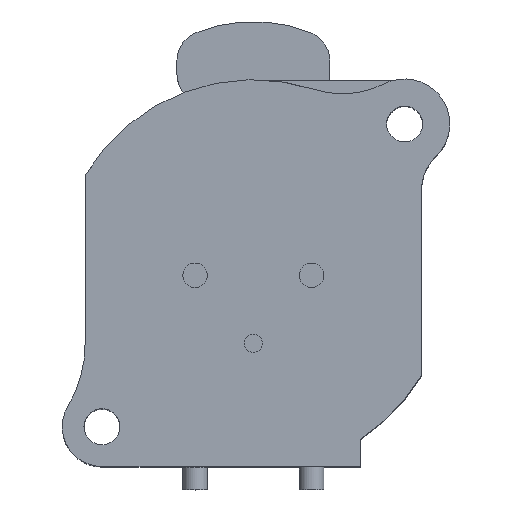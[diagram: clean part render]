
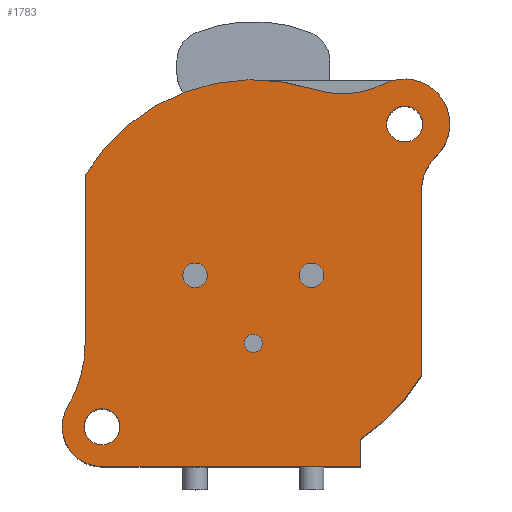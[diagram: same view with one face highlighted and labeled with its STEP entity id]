
A CAD part, top view. The second image highlights one B-rep face of the part: STEP entity #1783.
In plain terms, the highlighted planar face has unit normal (0, 0, 1).
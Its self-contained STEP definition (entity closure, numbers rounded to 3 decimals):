
#378=CARTESIAN_POINT('',(9.9,9.9,24.));
#379=DIRECTION('',(0.,0.,-1.));
#380=DIRECTION('',(1.,0.,0.));
#381=AXIS2_PLACEMENT_3D('',#378,#379,#380);
#386=CARTESIAN_POINT('',(9.9,9.9,24.));
#387=DIRECTION('',(0.,0.,-1.));
#388=DIRECTION('',(-1.,0.,0.));
#389=AXIS2_PLACEMENT_3D('',#386,#387,#388);
#394=CARTESIAN_POINT('',(-9.9,-9.9,24.));
#395=DIRECTION('',(0.,0.,-1.));
#396=DIRECTION('',(1.,0.,0.));
#397=AXIS2_PLACEMENT_3D('',#394,#395,#396);
#402=CARTESIAN_POINT('',(-9.9,-9.9,24.));
#403=DIRECTION('',(0.,0.,-1.));
#404=DIRECTION('',(-1.,0.,0.));
#405=AXIS2_PLACEMENT_3D('',#402,#403,#404);
#410=DIRECTION('',(0.,-1.,0.));
#411=VECTOR('',#410,11.009);
#412=CARTESIAN_POINT('',(-11.,6.545,24.));
#413=LINE('',#412,#411);
#417=CARTESIAN_POINT('',(0.,0.,24.));
#418=DIRECTION('',(0.,0.,1.));
#419=DIRECTION('',(0.31,0.951,0.));
#420=AXIS2_PLACEMENT_3D('',#417,#418,#419);
#425=CARTESIAN_POINT('',(5.833,17.872,24.));
#426=DIRECTION('',(0.,0.,-1.));
#427=DIRECTION('',(0.454,-0.891,0.));
#428=AXIS2_PLACEMENT_3D('',#425,#426,#427);
#433=CARTESIAN_POINT('',(9.9,9.9,24.));
#434=DIRECTION('',(0.,0.,1.));
#435=DIRECTION('',(0.689,-0.725,0.));
#436=AXIS2_PLACEMENT_3D('',#433,#434,#435);
#441=CARTESIAN_POINT('',(14.,5.588,24.));
#442=DIRECTION('',(0.,0.,-1.));
#443=DIRECTION('',(-1.,0.,0.));
#444=AXIS2_PLACEMENT_3D('',#441,#442,#443);
#449=DIRECTION('',(0.,1.,0.));
#450=VECTOR('',#449,12.133);
#451=CARTESIAN_POINT('',(11.,-6.545,24.));
#452=LINE('',#451,#450);
#456=CARTESIAN_POINT('',(0.,0.,24.));
#457=DIRECTION('',(0.,0.,1.));
#458=DIRECTION('',(0.547,-0.837,0.));
#459=AXIS2_PLACEMENT_3D('',#456,#457,#458);
#464=DIRECTION('',(0.,1.,0.));
#465=VECTOR('',#464,1.784);
#466=CARTESIAN_POINT('',(7.,-12.5,24.));
#467=LINE('',#466,#465);
#471=DIRECTION('',(1.,0.,0.));
#472=VECTOR('',#471,16.9);
#473=CARTESIAN_POINT('',(-9.9,-12.5,24.));
#474=LINE('',#473,#472);
#478=CARTESIAN_POINT('',(-9.9,-9.9,24.));
#479=DIRECTION('',(0.,0.,1.));
#480=DIRECTION('',(-0.858,0.513,0.));
#481=AXIS2_PLACEMENT_3D('',#478,#479,#480);
#486=CARTESIAN_POINT('',(-19.,-4.464,24.));
#487=DIRECTION('',(0.,0.,-1.));
#488=DIRECTION('',(1.,0.,0.));
#489=AXIS2_PLACEMENT_3D('',#486,#487,#488);
#494=CARTESIAN_POINT('',(-3.81,0.,24.));
#495=DIRECTION('',(0.,0.,1.));
#496=DIRECTION('',(1.,0.,0.));
#497=AXIS2_PLACEMENT_3D('',#494,#495,#496);
#502=CARTESIAN_POINT('',(-3.81,0.,24.));
#503=DIRECTION('',(0.,0.,1.));
#504=DIRECTION('',(-1.,0.,0.));
#505=AXIS2_PLACEMENT_3D('',#502,#503,#504);
#510=CARTESIAN_POINT('',(3.81,0.,24.));
#511=DIRECTION('',(0.,0.,1.));
#512=DIRECTION('',(1.,0.,0.));
#513=AXIS2_PLACEMENT_3D('',#510,#511,#512);
#518=CARTESIAN_POINT('',(3.81,0.,24.));
#519=DIRECTION('',(0.,0.,1.));
#520=DIRECTION('',(-1.,0.,0.));
#521=AXIS2_PLACEMENT_3D('',#518,#519,#520);
#526=CARTESIAN_POINT('',(0.,-4.445,24.));
#527=DIRECTION('',(0.,0.,1.));
#528=DIRECTION('',(1.,0.,0.));
#529=AXIS2_PLACEMENT_3D('',#526,#527,#528);
#534=CARTESIAN_POINT('',(0.,-4.445,24.));
#535=DIRECTION('',(0.,0.,1.));
#536=DIRECTION('',(-1.,0.,0.));
#537=AXIS2_PLACEMENT_3D('',#534,#535,#536);
#1436=CARTESIAN_POINT('',(-11.,6.545,24.));
#1437=CARTESIAN_POINT('',(-11.,-4.464,24.));
#1438=VERTEX_POINT('',#1436);
#1439=VERTEX_POINT('',#1437);
#1440=CARTESIAN_POINT('',(-12.132,-8.567,24.));
#1441=CARTESIAN_POINT('',(-9.9,-12.5,24.));
#1442=VERTEX_POINT('',#1440);
#1443=VERTEX_POINT('',#1441);
#1444=CARTESIAN_POINT('',(7.,-12.5,24.));
#1445=VERTEX_POINT('',#1444);
#1446=CARTESIAN_POINT('',(7.,-10.716,24.));
#1447=VERTEX_POINT('',#1446);
#1448=CARTESIAN_POINT('',(11.,-6.545,24.));
#1449=CARTESIAN_POINT('',(11.,5.588,24.));
#1450=VERTEX_POINT('',#1448);
#1451=VERTEX_POINT('',#1449);
#1452=CARTESIAN_POINT('',(11.933,7.762,24.));
#1453=CARTESIAN_POINT('',(8.559,12.528,24.));
#1454=VERTEX_POINT('',#1452);
#1455=VERTEX_POINT('',#1453);
#1456=CARTESIAN_POINT('',(3.971,12.168,24.));
#1457=VERTEX_POINT('',#1456);
#1468=CARTESIAN_POINT('',(11.075,9.9,24.));
#1469=CARTESIAN_POINT('',(8.725,9.9,24.));
#1470=VERTEX_POINT('',#1468);
#1471=VERTEX_POINT('',#1469);
#1472=CARTESIAN_POINT('',(-8.725,-9.9,24.));
#1473=CARTESIAN_POINT('',(-11.075,-9.9,24.));
#1474=VERTEX_POINT('',#1472);
#1475=VERTEX_POINT('',#1473);
#1528=CARTESIAN_POINT('',(-3.01,0.,24.));
#1529=VERTEX_POINT('',#1528);
#1530=CARTESIAN_POINT('',(-4.61,0.,24.));
#1531=VERTEX_POINT('',#1530);
#1532=CARTESIAN_POINT('',(4.61,0.,24.));
#1533=VERTEX_POINT('',#1532);
#1534=CARTESIAN_POINT('',(3.01,0.,24.));
#1535=VERTEX_POINT('',#1534);
#1536=CARTESIAN_POINT('',(0.6,-4.445,24.));
#1537=VERTEX_POINT('',#1536);
#1538=CARTESIAN_POINT('',(-0.6,-4.445,24.));
#1539=VERTEX_POINT('',#1538);
#1726=CARTESIAN_POINT('',(0.,0.,24.));
#1727=DIRECTION('',(0.,0.,1.));
#1728=DIRECTION('',(1.,0.,0.));
#1729=AXIS2_PLACEMENT_3D('',#1726,#1727,#1728);
#1730=PLANE('',#1729);
#1732=ORIENTED_EDGE('',*,*,#1731,.F.);
#1734=ORIENTED_EDGE('',*,*,#1733,.F.);
#1736=ORIENTED_EDGE('',*,*,#1735,.F.);
#1738=ORIENTED_EDGE('',*,*,#1737,.F.);
#1740=ORIENTED_EDGE('',*,*,#1739,.F.);
#1742=ORIENTED_EDGE('',*,*,#1741,.F.);
#1744=ORIENTED_EDGE('',*,*,#1743,.F.);
#1746=ORIENTED_EDGE('',*,*,#1745,.F.);
#1748=ORIENTED_EDGE('',*,*,#1747,.F.);
#1750=ORIENTED_EDGE('',*,*,#1749,.F.);
#1752=ORIENTED_EDGE('',*,*,#1751,.F.);
#1753=EDGE_LOOP('',(#1732,#1734,#1736,#1738,#1740,#1742,#1744,#1746,#1748,#1750,
#1752));
#1754=FACE_OUTER_BOUND('',#1753,.F.);
#1756=ORIENTED_EDGE('',*,*,#1755,.F.);
#1758=ORIENTED_EDGE('',*,*,#1757,.F.);
#1759=EDGE_LOOP('',(#1756,#1758));
#1760=FACE_BOUND('',#1759,.F.);
#1761=ORIENTED_EDGE('',*,*,#1706,.F.);
#1762=ORIENTED_EDGE('',*,*,#1720,.F.);
#1763=EDGE_LOOP('',(#1761,#1762));
#1764=FACE_BOUND('',#1763,.F.);
#1766=ORIENTED_EDGE('',*,*,#1765,.T.);
#1768=ORIENTED_EDGE('',*,*,#1767,.T.);
#1769=EDGE_LOOP('',(#1766,#1768));
#1770=FACE_BOUND('',#1769,.F.);
#1772=ORIENTED_EDGE('',*,*,#1771,.T.);
#1774=ORIENTED_EDGE('',*,*,#1773,.T.);
#1775=EDGE_LOOP('',(#1772,#1774));
#1776=FACE_BOUND('',#1775,.F.);
#1778=ORIENTED_EDGE('',*,*,#1777,.T.);
#1780=ORIENTED_EDGE('',*,*,#1779,.T.);
#1781=EDGE_LOOP('',(#1778,#1780));
#1782=FACE_BOUND('',#1781,.F.);
#382=CIRCLE('',#381,1.175);
#390=CIRCLE('',#389,1.175);
#398=CIRCLE('',#397,1.175);
#406=CIRCLE('',#405,1.175);
#421=CIRCLE('',#420,12.8);
#429=CIRCLE('',#428,6.);
#437=CIRCLE('',#436,2.95);
#445=CIRCLE('',#444,3.);
#460=CIRCLE('',#459,12.8);
#482=CIRCLE('',#481,2.6);
#490=CIRCLE('',#489,8.);
#498=CIRCLE('',#497,0.8);
#506=CIRCLE('',#505,0.8);
#514=CIRCLE('',#513,0.8);
#522=CIRCLE('',#521,0.8);
#530=CIRCLE('',#529,0.6);
#538=CIRCLE('',#537,0.6);
#1706=EDGE_CURVE('',#1470,#1471,#382,.T.);
#1720=EDGE_CURVE('',#1471,#1470,#390,.T.);
#1731=EDGE_CURVE('',#1438,#1439,#413,.T.);
#1733=EDGE_CURVE('',#1457,#1438,#421,.T.);
#1735=EDGE_CURVE('',#1455,#1457,#429,.T.);
#1737=EDGE_CURVE('',#1454,#1455,#437,.T.);
#1739=EDGE_CURVE('',#1451,#1454,#445,.T.);
#1741=EDGE_CURVE('',#1450,#1451,#452,.T.);
#1743=EDGE_CURVE('',#1447,#1450,#460,.T.);
#1745=EDGE_CURVE('',#1445,#1447,#467,.T.);
#1747=EDGE_CURVE('',#1443,#1445,#474,.T.);
#1749=EDGE_CURVE('',#1442,#1443,#482,.T.);
#1751=EDGE_CURVE('',#1439,#1442,#490,.T.);
#1755=EDGE_CURVE('',#1474,#1475,#398,.T.);
#1757=EDGE_CURVE('',#1475,#1474,#406,.T.);
#1765=EDGE_CURVE('',#1529,#1531,#498,.T.);
#1767=EDGE_CURVE('',#1531,#1529,#506,.T.);
#1771=EDGE_CURVE('',#1533,#1535,#514,.T.);
#1773=EDGE_CURVE('',#1535,#1533,#522,.T.);
#1777=EDGE_CURVE('',#1537,#1539,#530,.T.);
#1779=EDGE_CURVE('',#1539,#1537,#538,.T.);
#1783=ADVANCED_FACE('',(#1754,#1760,#1764,#1770,#1776,#1782),#1730,.T.);
